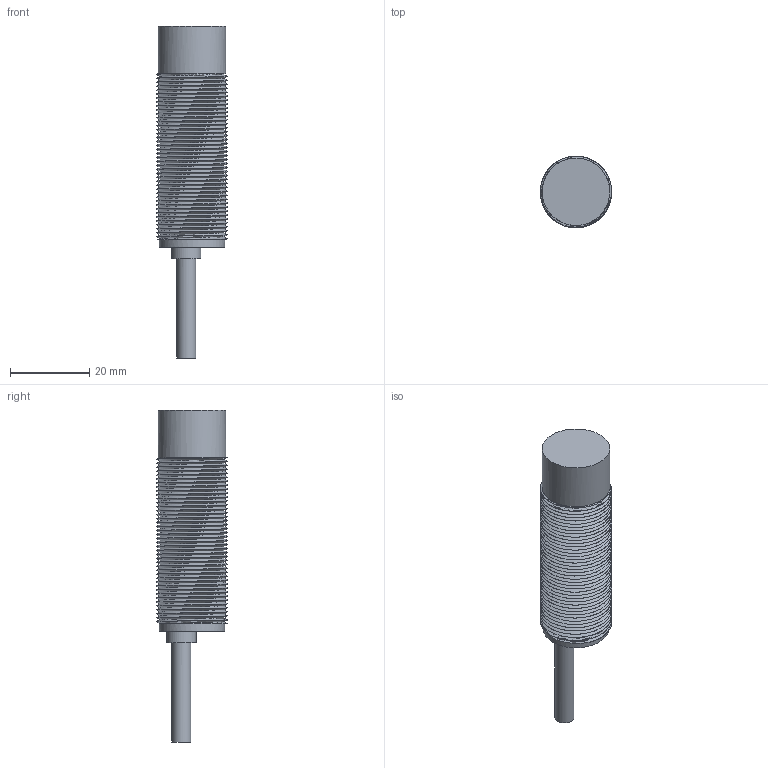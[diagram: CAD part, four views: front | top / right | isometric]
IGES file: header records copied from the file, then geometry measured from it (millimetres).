
Global section: file name: M18_N_KABEL_I1CN-M1808N-O3U2-GDS; native system: Autodesk Inventor 2021; preprocessor: unknown; author: S. Sandt; organization: di-soric GmbH & Co. KG; date: 20210812.075023; units: millimetre
Bounding box: 18 x 18 x 83.8 mm (x, y, z)
Volume: 6043.1 mm3; surface area: 8828 mm2
Topology: 2 solids, 4 shells, 21 faces, 48 edges, 35 vertices
Faces by surface type: bspline 21
